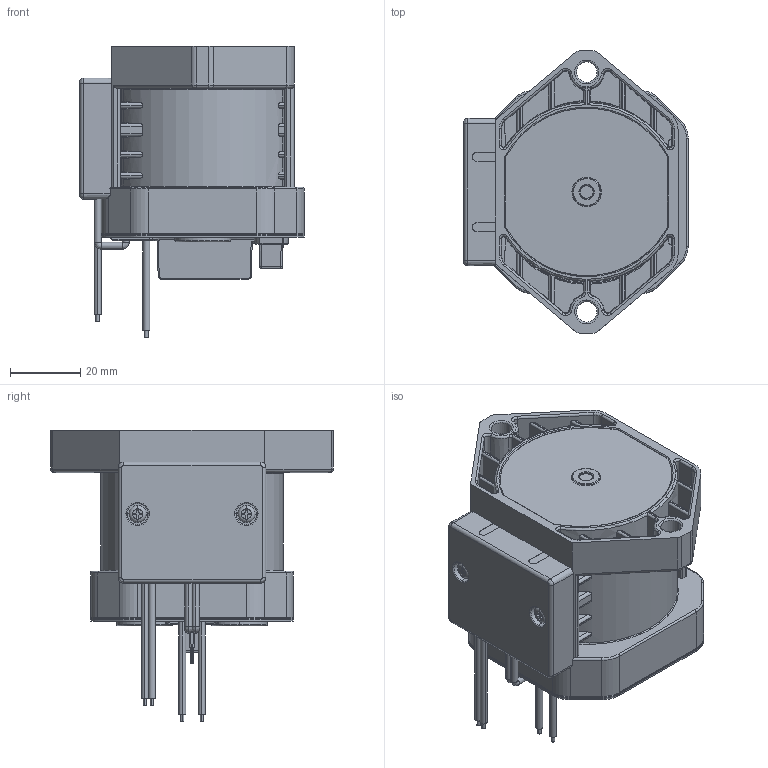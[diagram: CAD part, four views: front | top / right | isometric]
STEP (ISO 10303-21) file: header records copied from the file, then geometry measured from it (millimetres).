
FILE_DESCRIPTION((''),'2;1');
FILE_NAME('4_-EVD300G1---0001_ASM','2024-04-13T15:30:16',('Fiona.Li'),(''),'CREO PARAMETRIC BY PTC INC, 2021063','CREO PARAMETRIC BY PTC INC, 2021063','');
FILE_SCHEMA(('CONFIG_CONTROL_DESIGN'));
Length unit declared in the file: millimetre
Products named in the file (2): _4_-EVD300G1---0001; 4_-EVD300G1---0001_ASM
Assembly tree (1 placements, depth 2):
  4_-EVD300G1---0001_ASM
    _4_-EVD300G1---0001
Bounding box: 63.9 x 80.5 x 82.93 mm (x, y, z)
Volume: 930.4 mm3; surface area: 48512 mm2
Topology: 1 solids, 88 shells, 1016 faces, 3341 edges, 2323 vertices
Faces by surface type: plane 390, cylinder 381, torus 143, cone 54, bspline 30, extrusion 12, sphere 6
Entity records: 38560 total; most frequent: CARTESIAN_POINT 10444, DIRECTION 5803, ORIENTED_EDGE 5287, EDGE_CURVE 3325, VERTEX_POINT 2322, AXIS2_PLACEMENT_3D 2058, VECTOR 1687, LINE 1675
